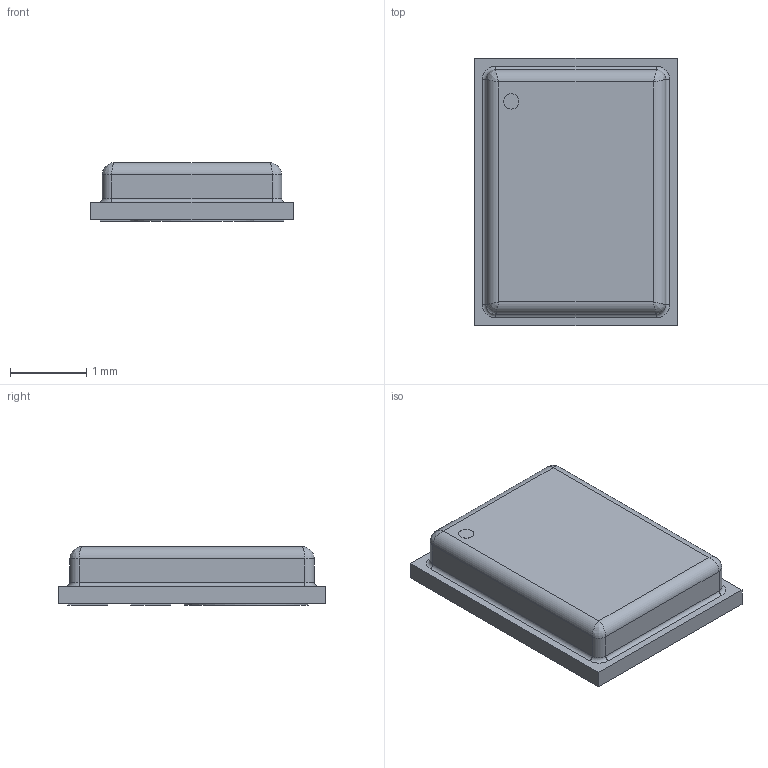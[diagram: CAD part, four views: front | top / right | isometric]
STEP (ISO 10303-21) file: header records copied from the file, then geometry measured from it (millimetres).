
FILE_DESCRIPTION (( 'STEP AP214' ), '1' );
FILE_NAME ('MIC-SMD_6P-L3.5-W2.7-P0.90-BL.STEP', '2021-12-21T01:24:00', ( 'PC' ), ( 'Microsoft' ), 'SwSTEP 2.0', 'SolidWorks 2020', '' );
FILE_SCHEMA (( 'AUTOMOTIVE_DESIGN' ));
Length unit declared in the file: millimetre
Products named in the file (1): MIC-SMD_6P-L3.5-W2.7-P0.90-BL
Bounding box: 2.65 x 3.5 x 0.77 mm (x, y, z)
Volume: 6 mm3; surface area: 27 mm2
Topology: 1 solids, 1 shells, 127 faces, 308 edges, 196 vertices
Faces by surface type: plane 85, cylinder 20, bspline 18, torus 4
Entity records: 5821 total; most frequent: CARTESIAN_POINT 1542, ORIENTED_EDGE 608, DIRECTION 524, EDGE_CURVE 304, LINE 232, VECTOR 232, VERTEX_POINT 196, AXIS2_PLACEMENT_3D 146
